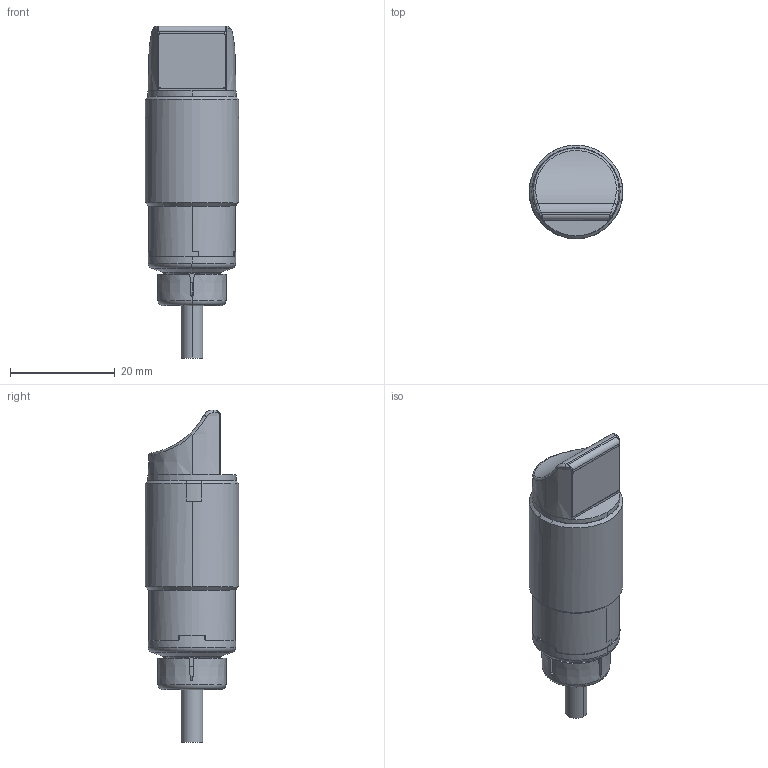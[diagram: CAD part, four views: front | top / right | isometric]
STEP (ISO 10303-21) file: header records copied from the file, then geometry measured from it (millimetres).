
FILE_DESCRIPTION((''),'2;1');
FILE_NAME('062','2021-03-09T15:40:01',('axu'),(''),'CREO PARAMETRIC BY PTC INC, 2019292','CREO PARAMETRIC BY PTC INC, 2019292','');
FILE_SCHEMA(('CONFIG_CONTROL_DESIGN','SHAPE_APPEARANCE_LAYERS_GROUPS'));
Length unit declared in the file: millimetre
Products named in the file (1): 062
Bounding box: 17.88 x 17.88 x 63.4 mm (x, y, z)
Volume: 10565.5 mm3; surface area: 3899.1 mm2
Topology: 1 solids, 2 shells, 321 faces, 866 edges, 541 vertices
Faces by surface type: plane 102, cylinder 93, bspline 55, cone 31, torus 30, sphere 10
Entity records: 16389 total; most frequent: CARTESIAN_POINT 4878, ORIENTED_EDGE 1722, DIRECTION 1543, EDGE_CURVE 861, AXIS2_PLACEMENT_3D 624, FILL_AREA_STYLE_COLOUR 609, FILL_AREA_STYLE 609, SURFACE_STYLE_FILL_AREA 609
